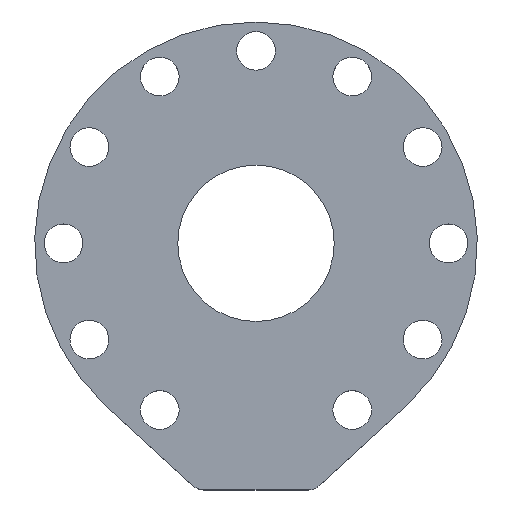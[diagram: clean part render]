
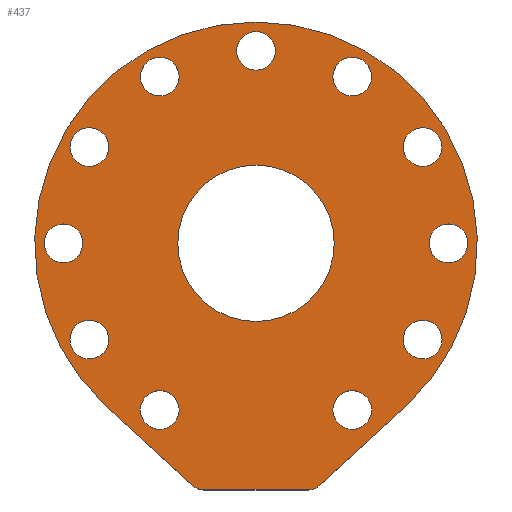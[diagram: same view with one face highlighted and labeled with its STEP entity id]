
A CAD part, top view. The second image highlights one B-rep face of the part: STEP entity #437.
In plain terms, the highlighted planar face has unit normal (0, 0, 1).
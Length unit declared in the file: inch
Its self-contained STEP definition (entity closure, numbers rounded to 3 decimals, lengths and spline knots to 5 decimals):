
#31=FACE_BOUND('',#107,.T.);
#32=FACE_BOUND('',#108,.T.);
#33=FACE_BOUND('',#109,.T.);
#34=FACE_BOUND('',#110,.T.);
#35=FACE_BOUND('',#111,.T.);
#36=FACE_BOUND('',#112,.T.);
#37=FACE_BOUND('',#113,.T.);
#38=FACE_BOUND('',#114,.T.);
#39=FACE_BOUND('',#115,.T.);
#40=FACE_BOUND('',#116,.T.);
#41=FACE_BOUND('',#117,.T.);
#42=FACE_BOUND('',#118,.T.);
#56=ELLIPSE('',#499,0.10242,0.09296);
#58=ELLIPSE('',#502,0.10242,0.09296);
#66=PLANE('',#507);
#86=FACE_OUTER_BOUND('',#106,.T.);
#106=EDGE_LOOP('',(#370,#371,#372,#373,#374,#375));
#107=EDGE_LOOP('',(#376));
#108=EDGE_LOOP('',(#377));
#109=EDGE_LOOP('',(#378));
#110=EDGE_LOOP('',(#379));
#111=EDGE_LOOP('',(#380));
#112=EDGE_LOOP('',(#381));
#113=EDGE_LOOP('',(#382));
#114=EDGE_LOOP('',(#383));
#115=EDGE_LOOP('',(#384));
#116=EDGE_LOOP('',(#385));
#117=EDGE_LOOP('',(#386));
#118=EDGE_LOOP('',(#387));
#146=LINE('',#723,#170);
#150=LINE('',#740,#174);
#154=LINE('',#757,#178);
#170=VECTOR('',#603,0.3937);
#174=VECTOR('',#613,0.3937);
#178=VECTOR('',#623,0.3937);
#181=CIRCLE('',#463,0.1005);
#183=CIRCLE('',#466,0.1005);
#185=CIRCLE('',#469,0.1005);
#187=CIRCLE('',#472,0.1005);
#189=CIRCLE('',#475,0.1005);
#191=CIRCLE('',#478,0.1005);
#193=CIRCLE('',#481,0.1005);
#195=CIRCLE('',#484,0.1005);
#197=CIRCLE('',#487,0.1005);
#199=CIRCLE('',#490,0.1005);
#201=CIRCLE('',#493,0.1005);
#202=CIRCLE('',#495,0.40625);
#205=CIRCLE('',#506,1.14985);
#209=VERTEX_POINT('',#647);
#211=VERTEX_POINT('',#653);
#213=VERTEX_POINT('',#659);
#215=VERTEX_POINT('',#665);
#217=VERTEX_POINT('',#671);
#219=VERTEX_POINT('',#677);
#221=VERTEX_POINT('',#683);
#223=VERTEX_POINT('',#689);
#225=VERTEX_POINT('',#695);
#227=VERTEX_POINT('',#701);
#229=VERTEX_POINT('',#707);
#230=VERTEX_POINT('',#711);
#234=VERTEX_POINT('',#720);
#235=VERTEX_POINT('',#722);
#237=VERTEX_POINT('',#733);
#239=VERTEX_POINT('',#739);
#241=VERTEX_POINT('',#750);
#243=VERTEX_POINT('',#756);
#246=EDGE_CURVE('',#209,#209,#181,.T.);
#249=EDGE_CURVE('',#211,#211,#183,.T.);
#252=EDGE_CURVE('',#213,#213,#185,.T.);
#255=EDGE_CURVE('',#215,#215,#187,.T.);
#258=EDGE_CURVE('',#217,#217,#189,.T.);
#261=EDGE_CURVE('',#219,#219,#191,.T.);
#264=EDGE_CURVE('',#221,#221,#193,.T.);
#267=EDGE_CURVE('',#223,#223,#195,.T.);
#270=EDGE_CURVE('',#225,#225,#197,.T.);
#273=EDGE_CURVE('',#227,#227,#199,.T.);
#276=EDGE_CURVE('',#229,#229,#201,.T.);
#277=EDGE_CURVE('',#230,#230,#202,.T.);
#282=EDGE_CURVE('',#235,#234,#146,.T.);
#285=EDGE_CURVE('',#237,#235,#56,.T.);
#288=EDGE_CURVE('',#239,#237,#150,.T.);
#291=EDGE_CURVE('',#241,#239,#58,.T.);
#294=EDGE_CURVE('',#243,#241,#154,.T.);
#297=EDGE_CURVE('',#234,#243,#205,.T.);
#370=ORIENTED_EDGE('',*,*,#297,.T.);
#371=ORIENTED_EDGE('',*,*,#294,.T.);
#372=ORIENTED_EDGE('',*,*,#291,.T.);
#373=ORIENTED_EDGE('',*,*,#288,.T.);
#374=ORIENTED_EDGE('',*,*,#285,.T.);
#375=ORIENTED_EDGE('',*,*,#282,.T.);
#376=ORIENTED_EDGE('',*,*,#246,.T.);
#377=ORIENTED_EDGE('',*,*,#249,.T.);
#378=ORIENTED_EDGE('',*,*,#252,.T.);
#379=ORIENTED_EDGE('',*,*,#255,.T.);
#380=ORIENTED_EDGE('',*,*,#258,.T.);
#381=ORIENTED_EDGE('',*,*,#261,.T.);
#382=ORIENTED_EDGE('',*,*,#264,.T.);
#383=ORIENTED_EDGE('',*,*,#267,.T.);
#384=ORIENTED_EDGE('',*,*,#270,.T.);
#385=ORIENTED_EDGE('',*,*,#273,.T.);
#386=ORIENTED_EDGE('',*,*,#276,.T.);
#387=ORIENTED_EDGE('',*,*,#277,.T.);
#437=ADVANCED_FACE('',(#86,#31,#32,#33,#34,#35,#36,#37,#38,#39,#40,#41,
#42),#66,.T.);
#463=AXIS2_PLACEMENT_3D('',#649,#520,#521);
#466=AXIS2_PLACEMENT_3D('',#655,#527,#528);
#469=AXIS2_PLACEMENT_3D('',#661,#534,#535);
#472=AXIS2_PLACEMENT_3D('',#667,#541,#542);
#475=AXIS2_PLACEMENT_3D('',#673,#548,#549);
#478=AXIS2_PLACEMENT_3D('',#679,#555,#556);
#481=AXIS2_PLACEMENT_3D('',#685,#562,#563);
#484=AXIS2_PLACEMENT_3D('',#691,#569,#570);
#487=AXIS2_PLACEMENT_3D('',#697,#576,#577);
#490=AXIS2_PLACEMENT_3D('',#703,#583,#584);
#493=AXIS2_PLACEMENT_3D('',#709,#590,#591);
#495=AXIS2_PLACEMENT_3D('',#712,#594,#595);
#499=AXIS2_PLACEMENT_3D('',#734,#607,#608);
#502=AXIS2_PLACEMENT_3D('',#751,#617,#618);
#506=AXIS2_PLACEMENT_3D('',#761,#629,#630);
#507=AXIS2_PLACEMENT_3D('',#762,#631,#632);
#520=DIRECTION('center_axis',(0.,0.,-1.));
#521=DIRECTION('ref_axis',(1.,0.,0.));
#527=DIRECTION('center_axis',(0.,0.,-1.));
#528=DIRECTION('ref_axis',(1.,0.,0.));
#534=DIRECTION('center_axis',(0.,0.,-1.));
#535=DIRECTION('ref_axis',(1.,0.,0.));
#541=DIRECTION('center_axis',(0.,0.,-1.));
#542=DIRECTION('ref_axis',(1.,0.,0.));
#548=DIRECTION('center_axis',(0.,0.,-1.));
#549=DIRECTION('ref_axis',(1.,0.,0.));
#555=DIRECTION('center_axis',(0.,0.,-1.));
#556=DIRECTION('ref_axis',(1.,0.,0.));
#562=DIRECTION('center_axis',(0.,0.,-1.));
#563=DIRECTION('ref_axis',(1.,0.,0.));
#569=DIRECTION('center_axis',(0.,0.,-1.));
#570=DIRECTION('ref_axis',(1.,0.,0.));
#576=DIRECTION('center_axis',(0.,0.,-1.));
#577=DIRECTION('ref_axis',(1.,0.,0.));
#583=DIRECTION('center_axis',(0.,0.,-1.));
#584=DIRECTION('ref_axis',(1.,0.,0.));
#590=DIRECTION('center_axis',(0.,0.,-1.));
#591=DIRECTION('ref_axis',(1.,0.,0.));
#594=DIRECTION('center_axis',(0.,0.,-1.));
#595=DIRECTION('ref_axis',(-1.,0.,0.));
#603=DIRECTION('',(0.737,0.676,0.));
#607=DIRECTION('center_axis',(0.,0.,1.));
#608=DIRECTION('ref_axis',(0.362,-0.932,0.));
#613=DIRECTION('',(1.,0.,0.));
#617=DIRECTION('center_axis',(0.,0.,1.));
#618=DIRECTION('ref_axis',(-0.362,-0.932,0.));
#623=DIRECTION('',(0.737,-0.676,0.));
#629=DIRECTION('center_axis',(0.,0.,1.));
#630=DIRECTION('ref_axis',(0.676,-0.737,0.));
#631=DIRECTION('center_axis',(0.,0.,1.));
#632=DIRECTION('ref_axis',(1.,0.,0.));
#647=CARTESIAN_POINT('',(0.3995,-0.86603,1.35496));
#649=CARTESIAN_POINT('Origin',(0.5,-0.86603,1.35496));
#653=CARTESIAN_POINT('',(0.8995,0.,1.35496));
#655=CARTESIAN_POINT('Origin',(1.,0.,1.35496));
#659=CARTESIAN_POINT('',(0.3995,0.86603,1.35496));
#661=CARTESIAN_POINT('Origin',(0.5,0.86603,1.35496));
#665=CARTESIAN_POINT('',(-0.96653,-0.5,1.35496));
#667=CARTESIAN_POINT('Origin',(-0.86603,-0.5,1.35496));
#671=CARTESIAN_POINT('',(-0.96653,0.5,1.35496));
#673=CARTESIAN_POINT('Origin',(-0.86603,0.5,1.35496));
#677=CARTESIAN_POINT('',(-0.6005,0.86603,1.35496));
#679=CARTESIAN_POINT('Origin',(-0.5,0.86603,1.35496));
#683=CARTESIAN_POINT('',(-1.1005,0.,1.35496));
#685=CARTESIAN_POINT('Origin',(-1.,0.,1.35496));
#689=CARTESIAN_POINT('',(-0.1005,1.,1.35496));
#691=CARTESIAN_POINT('Origin',(0.,1.,1.35496));
#695=CARTESIAN_POINT('',(0.76553,0.5,1.35496));
#697=CARTESIAN_POINT('Origin',(0.86603,0.5,1.35496));
#701=CARTESIAN_POINT('',(0.76553,-0.5,1.35496));
#703=CARTESIAN_POINT('Origin',(0.86603,-0.5,1.35496));
#707=CARTESIAN_POINT('',(-0.6005,-0.86603,1.35496));
#709=CARTESIAN_POINT('Origin',(-0.5,-0.86603,1.35496));
#711=CARTESIAN_POINT('',(0.40625,0.,1.35496));
#712=CARTESIAN_POINT('Origin',(0.,0.,1.35496));
#720=CARTESIAN_POINT('',(0.77683,-0.84776,1.35496));
#722=CARTESIAN_POINT('',(0.32824,-1.25882,1.35496));
#723=CARTESIAN_POINT('',(0.32824,-1.25882,1.35496));
#733=CARTESIAN_POINT('',(0.27056,-1.28125,1.35496));
#734=CARTESIAN_POINT('Origin',(0.26439,-1.18002,1.35496));
#739=CARTESIAN_POINT('',(-0.27056,-1.28125,1.35496));
#740=CARTESIAN_POINT('',(-0.27056,-1.28125,1.35496));
#750=CARTESIAN_POINT('',(-0.32824,-1.25882,1.35496));
#751=CARTESIAN_POINT('Origin',(-0.26439,-1.18002,1.35496));
#756=CARTESIAN_POINT('',(-0.77683,-0.84776,1.35496));
#757=CARTESIAN_POINT('',(-0.77683,-0.84776,1.35496));
#761=CARTESIAN_POINT('Origin',(0.,0.,1.35496));
#762=CARTESIAN_POINT('Origin',(0.,-0.0657,
1.35496));
